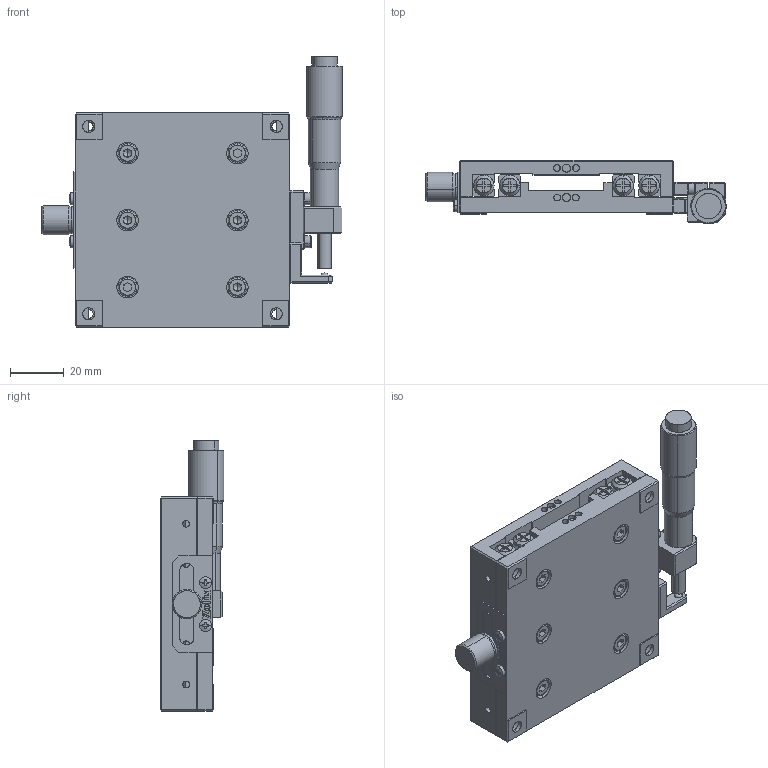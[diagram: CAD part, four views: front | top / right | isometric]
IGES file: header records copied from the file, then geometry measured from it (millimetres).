
Start section: SolidWorks IGES file using analytic representation for surfaces
Global section: file name: AK25A-8020RZ.igs; native system: SolidWorks 2017; preprocessor: SolidWorks 2017; author: deng-ran; date: 190508.131615; units: millimetre
Bounding box: 112.11 x 23.81 x 101 mm (x, y, z)
Surface area: 47097.3 mm2 (no closed solid volume)
Topology: 0 solids, 0 shells, 782 faces, 9391 edges, 9359 vertices
Faces by surface type: bspline 543, revolution 239
